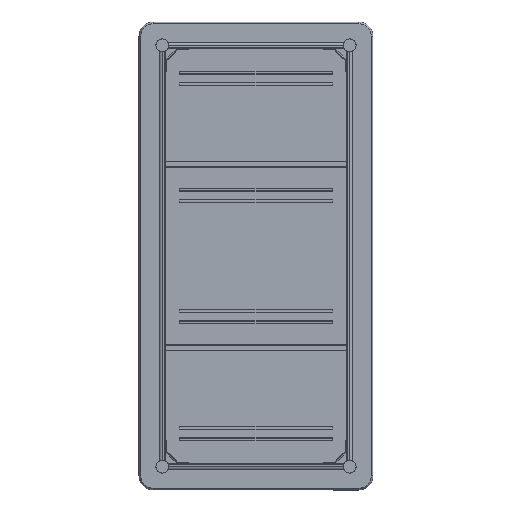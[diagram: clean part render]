
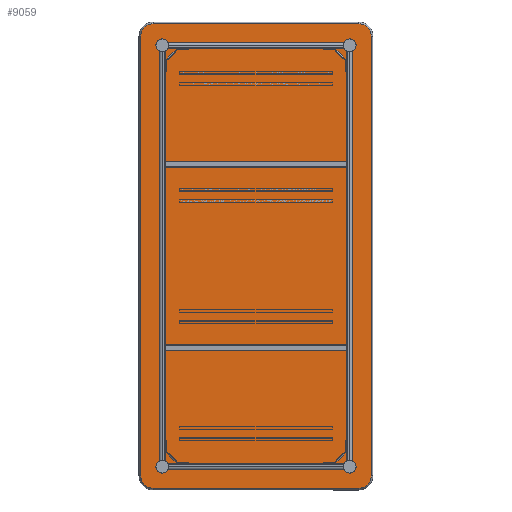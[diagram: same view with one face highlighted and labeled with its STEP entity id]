
A CAD part, front view. The second image highlights one B-rep face of the part: STEP entity #9059.
In plain terms, the highlighted planar face has unit normal (0, -1, 0).
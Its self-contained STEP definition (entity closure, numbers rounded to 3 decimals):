
#344=FACE_OUTER_BOUND('',#942,.T.);
#942=EDGE_LOOP('',(#5540,#5541,#5542,#5543,#5544,#5545,#5546,#5547));
#1556=LINE('',#13060,#2444);
#1557=LINE('',#13064,#2445);
#1558=LINE('',#13068,#2446);
#1559=LINE('',#13071,#2447);
#2444=VECTOR('',#10526,10.);
#2445=VECTOR('',#10529,10.);
#2446=VECTOR('',#10532,10.);
#2447=VECTOR('',#10535,10.);
#3332=CIRCLE('',#9699,52.);
#3333=CIRCLE('',#9700,52.);
#3334=CIRCLE('',#9701,52.);
#3335=CIRCLE('',#9702,52.);
#3588=VERTEX_POINT('',#13056);
#3589=VERTEX_POINT('',#13057);
#3590=VERTEX_POINT('',#13059);
#3591=VERTEX_POINT('',#13061);
#3592=VERTEX_POINT('',#13063);
#3593=VERTEX_POINT('',#13065);
#3594=VERTEX_POINT('',#13067);
#3595=VERTEX_POINT('',#13069);
#4292=EDGE_CURVE('',#3588,#3589,#3332,.T.);
#4293=EDGE_CURVE('',#3589,#3590,#1556,.T.);
#4294=EDGE_CURVE('',#3590,#3591,#3333,.T.);
#4295=EDGE_CURVE('',#3591,#3592,#1557,.T.);
#4296=EDGE_CURVE('',#3592,#3593,#3334,.T.);
#4297=EDGE_CURVE('',#3593,#3594,#1558,.T.);
#4298=EDGE_CURVE('',#3594,#3595,#3335,.T.);
#4299=EDGE_CURVE('',#3595,#3588,#1559,.T.);
#5540=ORIENTED_EDGE('',*,*,#4292,.T.);
#5541=ORIENTED_EDGE('',*,*,#4293,.T.);
#5542=ORIENTED_EDGE('',*,*,#4294,.T.);
#5543=ORIENTED_EDGE('',*,*,#4295,.T.);
#5544=ORIENTED_EDGE('',*,*,#4296,.T.);
#5545=ORIENTED_EDGE('',*,*,#4297,.T.);
#5546=ORIENTED_EDGE('',*,*,#4298,.T.);
#5547=ORIENTED_EDGE('',*,*,#4299,.T.);
#8036=PLANE('',#9698);
#9059=ADVANCED_FACE('',(#344),#8036,.F.);
#9698=AXIS2_PLACEMENT_3D('',#13055,#10522,#10523);
#9699=AXIS2_PLACEMENT_3D('',#13058,#10524,#10525);
#9700=AXIS2_PLACEMENT_3D('',#13062,#10527,#10528);
#9701=AXIS2_PLACEMENT_3D('',#13066,#10530,#10531);
#9702=AXIS2_PLACEMENT_3D('',#13070,#10533,#10534);
#10522=DIRECTION('center_axis',(0.,1.,0.));
#10523=DIRECTION('ref_axis',(1.,0.,0.));
#10524=DIRECTION('center_axis',(0.,-1.,0.));
#10525=DIRECTION('ref_axis',(1.,0.,0.));
#10526=DIRECTION('',(0.,0.,1.));
#10527=DIRECTION('center_axis',(0.,-1.,0.));
#10528=DIRECTION('ref_axis',(1.,0.,0.));
#10529=DIRECTION('',(-1.,0.,0.));
#10530=DIRECTION('center_axis',(0.,-1.,0.));
#10531=DIRECTION('ref_axis',(1.,0.,0.));
#10532=DIRECTION('',(0.,0.,-1.));
#10533=DIRECTION('center_axis',(0.,-1.,0.));
#10534=DIRECTION('ref_axis',(1.,0.,0.));
#10535=DIRECTION('',(1.,0.,0.));
#13055=CARTESIAN_POINT('Origin',(0.,710.,0.));
#13056=CARTESIAN_POINT('',(440.,710.,-992.));
#13057=CARTESIAN_POINT('',(492.,710.,-940.));
#13058=CARTESIAN_POINT('Origin',(440.,710.,-940.));
#13059=CARTESIAN_POINT('',(492.,710.,940.));
#13060=CARTESIAN_POINT('',(492.,710.,940.));
#13061=CARTESIAN_POINT('',(440.,710.,992.));
#13062=CARTESIAN_POINT('Origin',(440.,710.,940.));
#13063=CARTESIAN_POINT('',(-440.,710.,992.));
#13064=CARTESIAN_POINT('',(-440.,710.,992.));
#13065=CARTESIAN_POINT('',(-492.,710.,940.));
#13066=CARTESIAN_POINT('Origin',(-440.,710.,940.));
#13067=CARTESIAN_POINT('',(-492.,710.,-940.));
#13068=CARTESIAN_POINT('',(-492.,710.,-940.));
#13069=CARTESIAN_POINT('',(-440.,710.,-992.));
#13070=CARTESIAN_POINT('Origin',(-440.,710.,-940.));
#13071=CARTESIAN_POINT('',(440.,710.,-992.));
